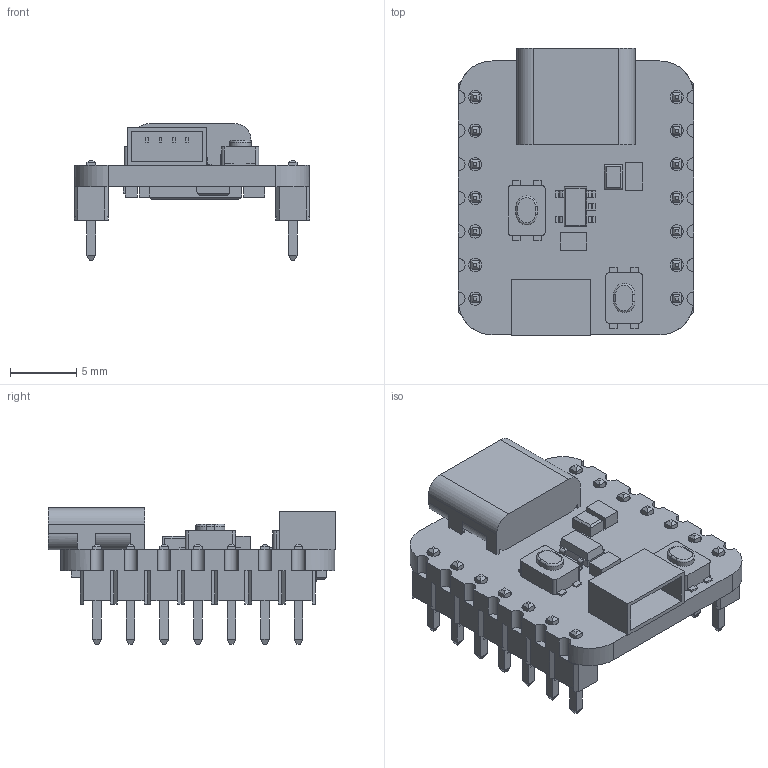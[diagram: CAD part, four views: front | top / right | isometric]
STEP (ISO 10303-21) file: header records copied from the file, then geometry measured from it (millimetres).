
FILE_DESCRIPTION(/* description */ ('STEP AP242','CAx-IF Rec.Pracs.---Representation and Presentation of Product Manufacturing Information (PMI)---4.0---2014-10-13','CAx-IF Rec.Pracs.---3D Tessellated Geometry---0.4---2014-09-14','2;1'),/* implementation_level */ '2;1');
FILE_NAME(/* name */ '67639677054894327fe00d31',/* time_stamp */ '2024-12-19T03:43:52Z',/* author */ (''),/* organization */ (''),/* preprocessor_version */ 'ST-DEVELOPER v20',/* originating_system */ 'ONSHAPE BY PTC INC, 1.191',/* authorisation */ ' ');
FILE_SCHEMA (('AP242_MANAGED_MODEL_BASED_3D_ENGINEERING_MIM_LF { 1 0 10303 442 1 1 4 }'));
Length unit declared in the file: metre
Products named in the file (1): Part 1
Bounding box: 17.78 x 21.76 x 10.36 mm (x, y, z)
Volume: 991.8 mm3; surface area: 1980.6 mm2
Topology: 1 solids, 1 shells, 821 faces, 2038 edges, 1272 vertices
Faces by surface type: plane 730, cylinder 87, torus 4
Full cylindrical faces by diameter (mm): 0.3 x1, 1 x14
Entity records: 27306 total; most frequent: CARTESIAN_POINT 4144, ORIENTED_EDGE 4046, DIRECTION 3848, EDGE_CURVE 2023, LINE 1824, VECTOR 1824, VERTEX_POINT 1272, AXIS2_PLACEMENT_3D 1012
